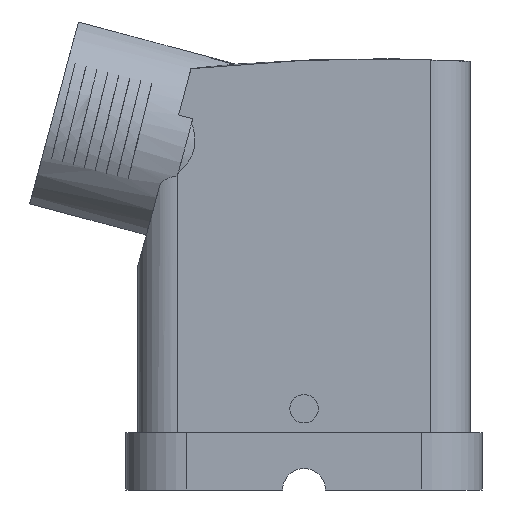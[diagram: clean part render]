
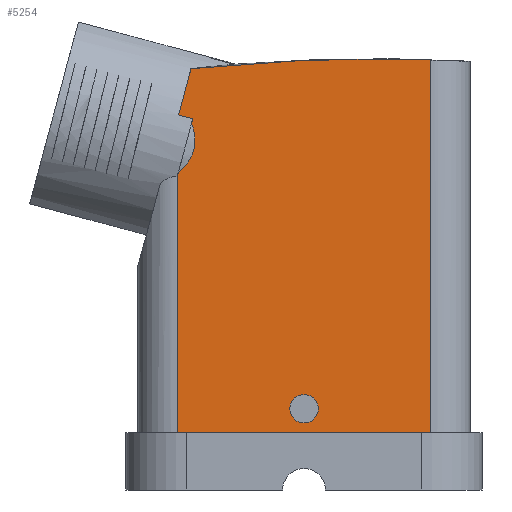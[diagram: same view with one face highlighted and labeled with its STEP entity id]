
A CAD part, left-side view. The second image highlights one B-rep face of the part: STEP entity #5254.
In plain terms, the highlighted planar face has unit normal (-1, 0, 0).
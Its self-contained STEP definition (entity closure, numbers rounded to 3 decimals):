
#5170=AXIS2_PLACEMENT_3D('Plane Axis2P3D',#5167,#5168,#5169) ;
#5238=AXIS2_PLACEMENT_3D('Circle Axis2P3D',#5236,#5237,$) ;
#5247=AXIS2_PLACEMENT_3D('Circle Axis2P3D',#5245,#5246,$) ;
#4738=CARTESIAN_POINT('Vertex',(4.,7.235,8.)) ;
#4741=CARTESIAN_POINT('Line Origine',(4.,25.,8.)) ;
#4745=CARTESIAN_POINT('Vertex',(4.,42.765,8.)) ;
#5152=CARTESIAN_POINT('Vertex',(4.,7.235,60.32)) ;
#5155=CARTESIAN_POINT('Line Origine',(4.,7.235,33.678)) ;
#5167=CARTESIAN_POINT('Axis2P3D Location',(4.,25.,6.5)) ;
#5172=CARTESIAN_POINT('Line Origine',(4.,41.599,52.337)) ;
#5176=CARTESIAN_POINT('Vertex',(4.,42.585,52.601)) ;
#5178=CARTESIAN_POINT('Vertex',(4.,40.614,52.073)) ;
#5181=CARTESIAN_POINT('Line Origine',(4.,40.698,51.757)) ;
#5185=CARTESIAN_POINT('Vertex',(4.,40.783,51.441)) ;
#5189=CARTESIAN_POINT('Control Point',(4.,42.639,44.514)) ;
#5190=CARTESIAN_POINT('Control Point',(4.,41.24,45.68)) ;
#5191=CARTESIAN_POINT('Control Point',(4.,40.409,46.913)) ;
#5192=CARTESIAN_POINT('Control Point',(4.,40.052,48.248)) ;
#5193=CARTESIAN_POINT('Control Point',(4.,40.154,49.732)) ;
#5194=CARTESIAN_POINT('Control Point',(4.,40.783,51.441)) ;
#5195=CARTESIAN_POINT('Vertex',(4.,42.639,44.514)) ;
#5198=CARTESIAN_POINT('Line Origine',(4.,42.702,44.279)) ;
#5202=CARTESIAN_POINT('Vertex',(4.,42.765,44.043)) ;
#5205=CARTESIAN_POINT('Line Origine',(4.,42.765,26.021)) ;
#5211=CARTESIAN_POINT('Control Point',(4.,40.843,59.101)) ;
#5212=CARTESIAN_POINT('Control Point',(4.,34.148,59.797)) ;
#5213=CARTESIAN_POINT('Control Point',(4.,27.43,60.268)) ;
#5214=CARTESIAN_POINT('Control Point',(4.,20.698,60.512)) ;
#5215=CARTESIAN_POINT('Control Point',(4.,13.963,60.53)) ;
#5216=CARTESIAN_POINT('Control Point',(4.,7.235,60.32)) ;
#5217=CARTESIAN_POINT('Vertex',(4.,40.843,59.101)) ;
#5220=CARTESIAN_POINT('Line Origine',(4.,41.714,55.851)) ;
#5236=CARTESIAN_POINT('Axis2P3D Location',(4.,25.,11.4)) ;
#5240=CARTESIAN_POINT('Vertex',(4.,23.,11.4)) ;
#5242=CARTESIAN_POINT('Vertex',(4.,27.,11.4)) ;
#5245=CARTESIAN_POINT('Axis2P3D Location',(4.,25.,11.4)) ;
#4742=DIRECTION('Vector Direction',(0.,-1.,0.)) ;
#5156=DIRECTION('Vector Direction',(0.,0.,-1.)) ;
#5168=DIRECTION('Axis2P3D Direction',(-1.,0.,0.)) ;
#5169=DIRECTION('Axis2P3D XDirection',(0.,-1.,0.)) ;
#5173=DIRECTION('Vector Direction',(0.,-0.966,-0.259)) ;
#5182=DIRECTION('Vector Direction',(0.,-0.259,0.966)) ;
#5199=DIRECTION('Vector Direction',(0.,-0.259,0.966)) ;
#5206=DIRECTION('Vector Direction',(0.,0.,1.)) ;
#5221=DIRECTION('Vector Direction',(0.,-0.259,0.966)) ;
#5237=DIRECTION('Axis2P3D Direction',(-1.,0.,0.)) ;
#5246=DIRECTION('Axis2P3D Direction',(-1.,0.,0.)) ;
#4743=VECTOR('Line Direction',#4742,1.) ;
#5157=VECTOR('Line Direction',#5156,1.) ;
#5174=VECTOR('Line Direction',#5173,1.) ;
#5183=VECTOR('Line Direction',#5182,1.) ;
#5200=VECTOR('Line Direction',#5199,1.) ;
#5207=VECTOR('Line Direction',#5206,1.) ;
#5222=VECTOR('Line Direction',#5221,1.) ;
#5226=ORIENTED_EDGE('',*,*,#5180,.T.) ;
#5227=ORIENTED_EDGE('',*,*,#5187,.F.) ;
#5228=ORIENTED_EDGE('',*,*,#5197,.F.) ;
#5229=ORIENTED_EDGE('',*,*,#5204,.F.) ;
#5230=ORIENTED_EDGE('',*,*,#5209,.T.) ;
#5231=ORIENTED_EDGE('',*,*,#4747,.T.) ;
#5232=ORIENTED_EDGE('',*,*,#5159,.T.) ;
#5233=ORIENTED_EDGE('',*,*,#5219,.T.) ;
#5234=ORIENTED_EDGE('',*,*,#5224,.T.) ;
#5251=ORIENTED_EDGE('',*,*,#5244,.F.) ;
#5252=ORIENTED_EDGE('',*,*,#5249,.F.) ;
#5253=FACE_BOUND('',#5250,.T.) ;
#5254=ADVANCED_FACE('Hauptkoerper',(#5235,#5253),#5171,.T.) ;
#5188=B_SPLINE_CURVE_WITH_KNOTS('',5,(#5189,#5190,#5191,#5192,#5193,#5194),.UNSPECIFIED.,.F.,.U.,(6,6),(0.936,53.522),.UNSPECIFIED.) ;
#5210=B_SPLINE_CURVE_WITH_KNOTS('',5,(#5211,#5212,#5213,#5214,#5215,#5216),.UNSPECIFIED.,.F.,.U.,(6,6),(0.,47.602),.UNSPECIFIED.) ;
#5239=CIRCLE('generated circle',#5238,2.) ;
#5248=CIRCLE('generated circle',#5247,2.) ;
#4747=EDGE_CURVE('',#4746,#4739,#4744,.T.) ;
#5159=EDGE_CURVE('',#4739,#5153,#5158,.F.) ;
#5180=EDGE_CURVE('',#5177,#5179,#5175,.T.) ;
#5187=EDGE_CURVE('',#5186,#5179,#5184,.T.) ;
#5197=EDGE_CURVE('',#5196,#5186,#5188,.T.) ;
#5204=EDGE_CURVE('',#5203,#5196,#5201,.T.) ;
#5209=EDGE_CURVE('',#5203,#4746,#5208,.F.) ;
#5219=EDGE_CURVE('',#5153,#5218,#5210,.F.) ;
#5224=EDGE_CURVE('',#5218,#5177,#5223,.F.) ;
#5244=EDGE_CURVE('',#5241,#5243,#5239,.T.) ;
#5249=EDGE_CURVE('',#5243,#5241,#5248,.T.) ;
#5225=EDGE_LOOP('',(#5226,#5227,#5228,#5229,#5230,#5231,#5232,#5233,#5234)) ;
#5250=EDGE_LOOP('',(#5251,#5252)) ;
#5235=FACE_OUTER_BOUND('',#5225,.T.) ;
#4744=LINE('Line',#4741,#4743) ;
#5158=LINE('Line',#5155,#5157) ;
#5175=LINE('Line',#5172,#5174) ;
#5184=LINE('Line',#5181,#5183) ;
#5201=LINE('Line',#5198,#5200) ;
#5208=LINE('Line',#5205,#5207) ;
#5223=LINE('Line',#5220,#5222) ;
#5171=PLANE('',#5170) ;
#4739=VERTEX_POINT('',#4738) ;
#4746=VERTEX_POINT('',#4745) ;
#5153=VERTEX_POINT('',#5152) ;
#5177=VERTEX_POINT('',#5176) ;
#5179=VERTEX_POINT('',#5178) ;
#5186=VERTEX_POINT('',#5185) ;
#5196=VERTEX_POINT('',#5195) ;
#5203=VERTEX_POINT('',#5202) ;
#5218=VERTEX_POINT('',#5217) ;
#5241=VERTEX_POINT('',#5240) ;
#5243=VERTEX_POINT('',#5242) ;
